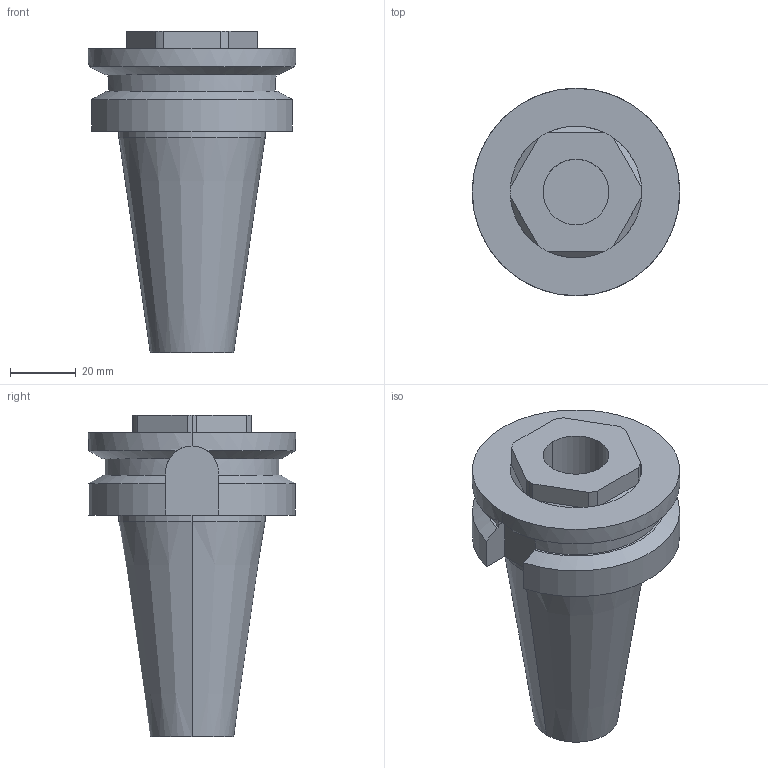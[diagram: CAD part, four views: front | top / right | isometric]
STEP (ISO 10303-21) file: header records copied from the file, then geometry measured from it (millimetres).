
FILE_DESCRIPTION (( 'STEP AP203' ), '1' );
FILE_NAME ('STP-16177S.STEP', '2019-09-26T08:29:22', ( '' ), ( '' ), 'SwSTEP 2.0', 'SolidWorks 2017', '' );
FILE_SCHEMA (( 'CONFIG_CONTROL_DESIGN' ));
Length unit declared in the file: millimetre
Products named in the file (1): STP-16177S
Bounding box: 63 x 63 x 97.8 mm (x, y, z)
Volume: 118850.4 mm3; surface area: 24516.3 mm2
Topology: 1 solids, 1 shells, 69 faces, 169 edges, 106 vertices
Faces by surface type: cylinder 32, plane 29, cone 8
Entity records: 2151 total; most frequent: CARTESIAN_POINT 453, DIRECTION 346, ORIENTED_EDGE 334, EDGE_CURVE 167, AXIS2_PLACEMENT_3D 131, VERTEX_POINT 106, VECTOR 84, LINE 84
